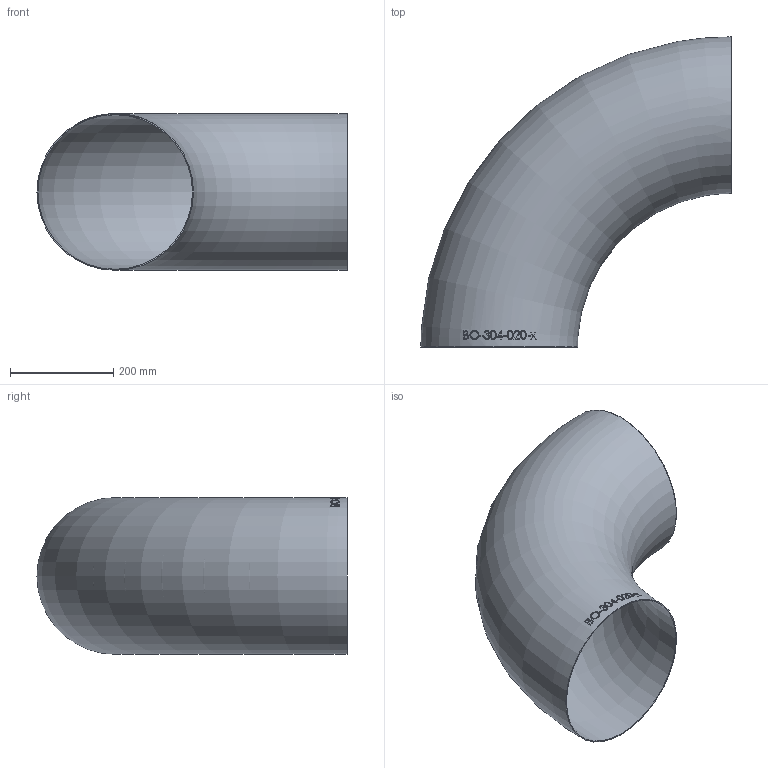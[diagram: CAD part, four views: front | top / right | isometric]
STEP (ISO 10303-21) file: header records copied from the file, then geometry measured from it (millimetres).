
FILE_DESCRIPTION (( 'STEP AP214' ), '1' );
FILE_NAME ('BO-304-020-x Bogen 1910.STEP', '2019-10-29T10:15:53', ( '' ), ( '' ), 'SwSTEP 2.0', 'SolidWorks 2016', '' );
FILE_SCHEMA (( 'AUTOMOTIVE_DESIGN' ));
Length unit declared in the file: millimetre
Products named in the file (1): BO-304-020-x Bogen 1910
Bounding box: 602 x 602 x 304 mm (x, y, z)
Volume: 1341219.6 mm3; surface area: 1345151.8 mm2
Topology: 1 solids, 1 shells, 142 faces, 367 edges, 245 vertices
Faces by surface type: bspline 64, plane 57, torus 21
Entity records: 8284 total; most frequent: CARTESIAN_POINT 4018, ORIENTED_EDGE 722, EDGE_CURVE 361, DIRECTION 285, VERTEX_POINT 242, B_SPLINE_CURVE_WITH_KNOTS 238, EDGE_LOOP 165, FACE_OUTER_BOUND 144
